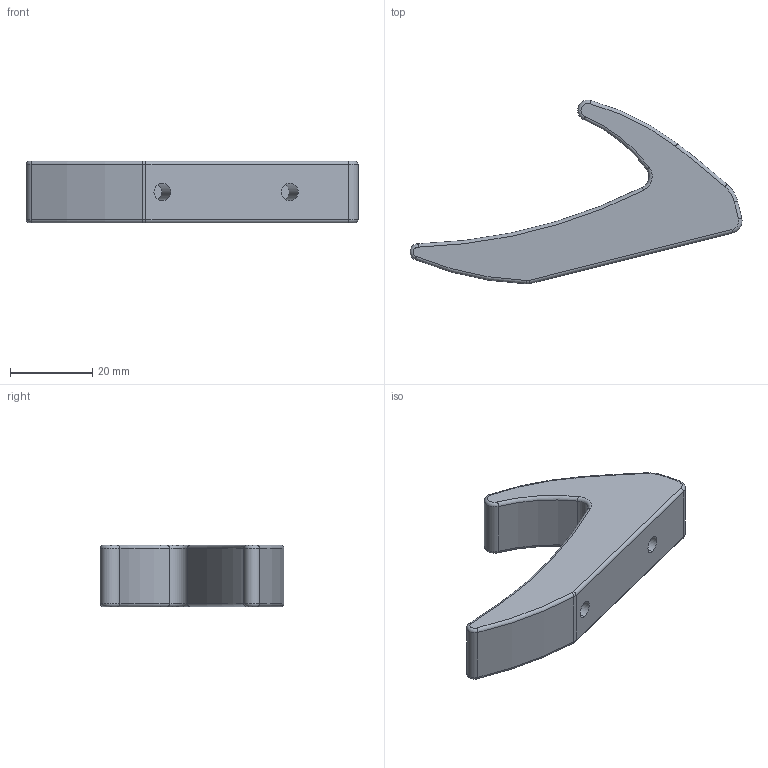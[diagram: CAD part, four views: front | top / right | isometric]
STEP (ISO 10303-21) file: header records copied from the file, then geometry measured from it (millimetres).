
FILE_DESCRIPTION(('Creo Elements/Direct Modeling STEP Export'),'2;1');
FILE_NAME('2433.stp','2019-01-07T 8:43:36',(''),(''),'Creo Elements/Direct Modeling STEP processor for AP214 (Solid Model)','Creo Elements/Direct Modeling 20.0 12-Nov-2016 (C) Parametric Technology GmbH','');
FILE_SCHEMA(('AUTOMOTIVE_DESIGN { 1 0 10303 214 1 1 1 1 }'));
Length unit declared in the file: millimetre
Products named in the file (2): 2433
Assembly tree (1 placements, depth 2):
  2433
    2433
Bounding box: 80.87 x 44.75 x 15 mm (x, y, z)
Volume: 18517.1 mm3; surface area: 6003.6 mm2
Topology: 1 solids, 1 shells, 47 faces, 103 edges, 60 vertices
Faces by surface type: torus 22, cylinder 19, plane 6
Entity records: 1327 total; most frequent: DIRECTION 269, CARTESIAN_POINT 207, ORIENTED_EDGE 206, AXIS2_PLACEMENT_3D 122, EDGE_CURVE 103, CIRCLE 74, VERTEX_POINT 60, EDGE_LOOP 49
